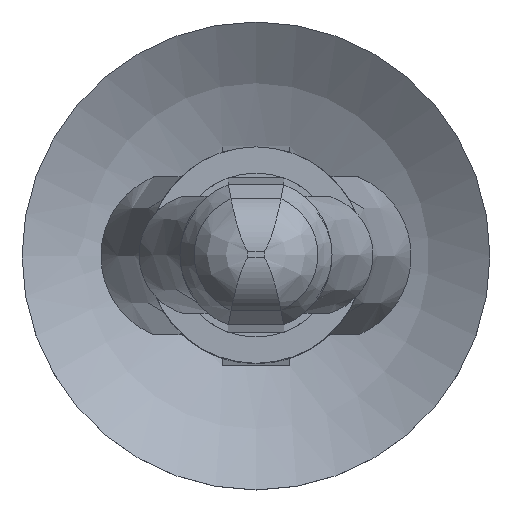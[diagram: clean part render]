
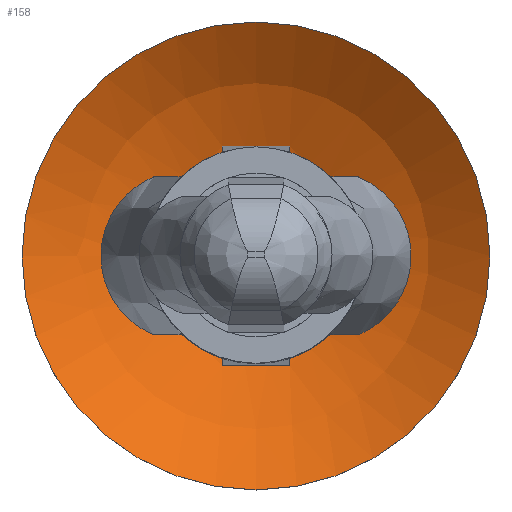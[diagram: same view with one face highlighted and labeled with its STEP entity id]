
A CAD part, top view. The second image highlights one B-rep face of the part: STEP entity #158.
In plain terms, the highlighted spherical face has radius 6.414 mm.
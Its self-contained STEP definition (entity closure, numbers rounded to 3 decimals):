
#158 = ADVANCED_FACE( '', ( #353, #354 ), #355, .F. );
#353 = FACE_OUTER_BOUND( '', #673, .T. );
#354 = FACE_OUTER_BOUND( '', #674, .T. );
#355 = SPHERICAL_SURFACE( '', #675, 6.414 );
#673 = EDGE_LOOP( '', ( #1168, #1169, #1170, #1171 ) );
#674 = EDGE_LOOP( '', ( #1172 ) );
#675 = AXIS2_PLACEMENT_3D( '', #1173, #1174, #1175 );
#1168 = ORIENTED_EDGE( '', *, *, #1539, .T. );
#1169 = ORIENTED_EDGE( '', *, *, #1592, .T. );
#1170 = ORIENTED_EDGE( '', *, *, #1655, .T. );
#1171 = ORIENTED_EDGE( '', *, *, #1656, .T. );
#1172 = ORIENTED_EDGE( '', *, *, #1657, .F. );
#1173 = CARTESIAN_POINT( '', ( 0., 0., -4.236 ) );
#1174 = DIRECTION( '', ( 0., 0., -1. ) );
#1175 = DIRECTION( '', ( -1., 0., 0. ) );
#1539 = EDGE_CURVE( '', #1777, #1775, #1778, .F. );
#1592 = EDGE_CURVE( '', #1775, #1863, #1864, .F. );
#1655 = EDGE_CURVE( '', #1863, #1961, #1962, .F. );
#1656 = EDGE_CURVE( '', #1961, #1777, #1963, .F. );
#1657 = EDGE_CURVE( '', #1964, #1964, #1965, .T. );
#1775 = VERTEX_POINT( '', #2118 );
#1777 = VERTEX_POINT( '', #2121 );
#1778 = CIRCLE( '', #2122, 6.388 );
#1863 = VERTEX_POINT( '', #2275 );
#1864 = CIRCLE( '', #2276, 6.134 );
#1961 = VERTEX_POINT( '', #2480 );
#1962 = CIRCLE( '', #2481, 6.388 );
#1963 = CIRCLE( '', #2482, 6.134 );
#1964 = VERTEX_POINT( '', #2483 );
#1965 = CIRCLE( '', #2484, 4. );
#2118 = CARTESIAN_POINT( '', ( 0.575, -1.875, -10.343 ) );
#2121 = CARTESIAN_POINT( '', ( 0.575, 1.875, -10.343 ) );
#2122 = AXIS2_PLACEMENT_3D( '', #2681, #2682, #2683 );
#2275 = CARTESIAN_POINT( '', ( -0.575, -1.875, -10.343 ) );
#2276 = AXIS2_PLACEMENT_3D( '', #2729, #2730, #2731 );
#2480 = CARTESIAN_POINT( '', ( -0.575, 1.875, -10.343 ) );
#2481 = AXIS2_PLACEMENT_3D( '', #2783, #2784, #2785 );
#2482 = AXIS2_PLACEMENT_3D( '', #2786, #2787, #2788 );
#2483 = CARTESIAN_POINT( '', ( -4., 0., -9.25 ) );
#2484 = AXIS2_PLACEMENT_3D( '', #2789, #2790, #2791 );
#2681 = CARTESIAN_POINT( '', ( 0.575, 0., -4.236 ) );
#2682 = DIRECTION( '', ( 1., 0., 0. ) );
#2683 = DIRECTION( '', ( 0., 1., 0. ) );
#2729 = CARTESIAN_POINT( '', ( 0., -1.875, -4.236 ) );
#2730 = DIRECTION( '', ( 0., -1., 0. ) );
#2731 = DIRECTION( '', ( 1., 0., 0. ) );
#2783 = CARTESIAN_POINT( '', ( -0.575, 0., -4.236 ) );
#2784 = DIRECTION( '', ( -1., 0., 0. ) );
#2785 = DIRECTION( '', ( 0., -1., 0. ) );
#2786 = CARTESIAN_POINT( '', ( 0., 1.875, -4.236 ) );
#2787 = DIRECTION( '', ( 0., 1., 0. ) );
#2788 = DIRECTION( '', ( -1., 0., 0. ) );
#2789 = CARTESIAN_POINT( '', ( 0., 0., -9.25 ) );
#2790 = DIRECTION( '', ( 0., 0., -1. ) );
#2791 = DIRECTION( '', ( -1., 0., 0. ) );
